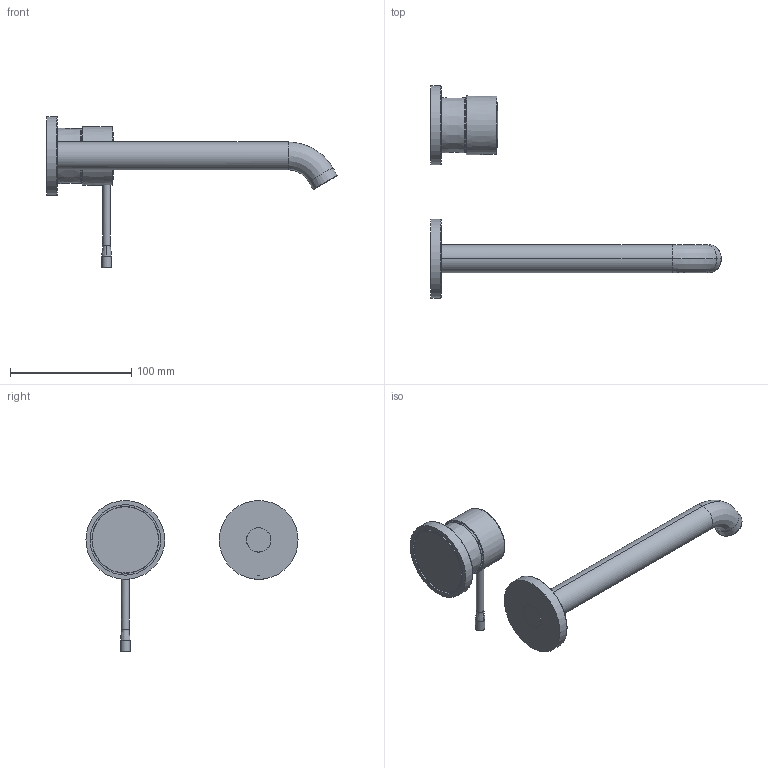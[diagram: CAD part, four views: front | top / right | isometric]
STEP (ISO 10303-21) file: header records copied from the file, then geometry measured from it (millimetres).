
FILE_DESCRIPTION(/* description */ ('Unknown'),/* implementation_level */ '2;1');
FILE_NAME(/* name */ '19967001',/* time_stamp */ '2022-09-01T03:40:16+02:00',/* author */ ('Unknown'),/* organization */ ('GROHE AG'),/* preprocessor_version */ 'ST-DEVELOPER v16.7',/* originating_system */ 'DEX',/* authorisation */ $);
FILE_SCHEMA (('AUTOMOTIVE_DESIGN {1 0 10303 214 3 1 1}'));
Length unit declared in the file: millimetre
Products named in the file (4): 19967001; id11; A4286268-2; A4286283-2
Assembly tree (3 placements, depth 2):
  19967001
    id11
    A4286268-2
    A4286283-2
Bounding box: 239.51 x 175 x 124.5 mm (x, y, z)
Surface area: 53329.3 mm2 (no closed solid volume)
Topology: 0 solids, 16 shells, 70 faces, 178 edges, 124 vertices
Faces by surface type: bspline 24, plane 18, cylinder 15, cone 7, torus 4, sphere 2
Full cylindrical faces by diameter (mm): 4.134 x1, 5.1 x1, 6.35 x1, 6.9 x1, 7.793 x1, 20 x1, 55.1 x3, 58.1 x1, 65 x2
Entity records: 3988 total; most frequent: CARTESIAN_POINT 2363, DIRECTION 236, ORIENTED_EDGE 219, EDGE_CURVE 143, VERTEX_POINT 117, AXIS2_PLACEMENT_3D 113, EDGE_LOOP 110, FACE_BOUND 110
